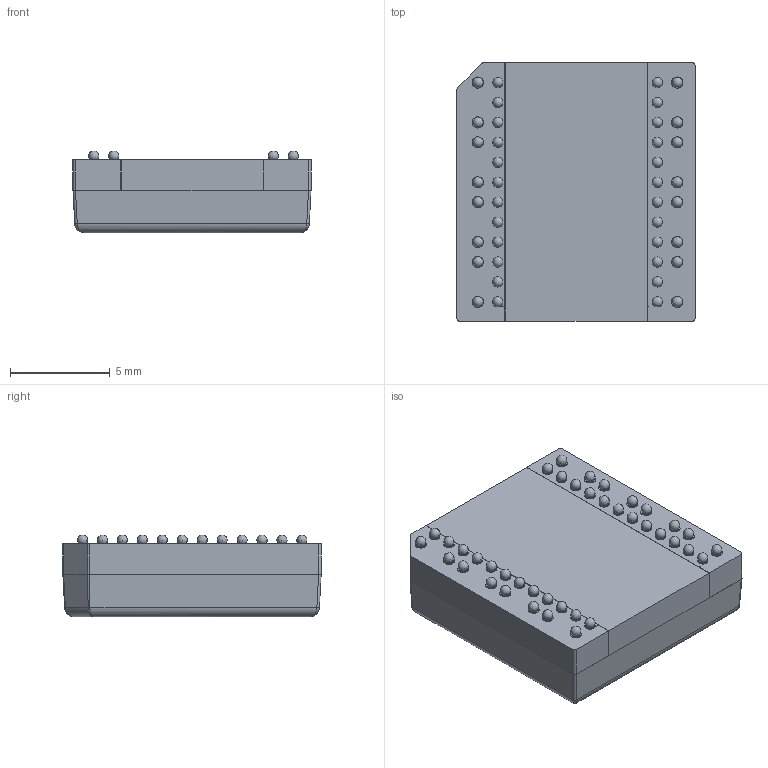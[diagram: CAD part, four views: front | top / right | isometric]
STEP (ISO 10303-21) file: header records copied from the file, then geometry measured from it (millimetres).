
FILE_DESCRIPTION((''),'2;1');
FILE_NAME('B41 SERIES (A).stp','2012-09-17T09:00:16',('odafonseca'),(''),'Autodesk Inventor 2011','Autodesk Inventor 2011','');
FILE_SCHEMA(('AUTOMOTIVE_DESIGN { 1 0 10303 214 1 1 1 1 }'));
Length unit declared in the file: inch
Products named in the file (1): B41 SERIES (A)
Bounding box: 11.94 x 12.95 x 4.11 mm (x, y, z)
Volume: 555.6 mm3; surface area: 749.6 mm2
Topology: 43 solids, 63 shells, 731 faces, 1553 edges, 1035 vertices
Faces by surface type: plane 550, cylinder 134, sphere 40, bspline 7
Full cylindrical faces by diameter (mm): 0.254 x32, 0.406 x40, 0.508 x24, 0.559 x16
Entity records: 18791 total; most frequent: DIRECTION 3087, CARTESIAN_POINT 3072, ORIENTED_EDGE 2580, EDGE_CURVE 1290, AXIS2_PLACEMENT_3D 1072, EDGE_LOOP 975, VECTOR 943, LINE 943
